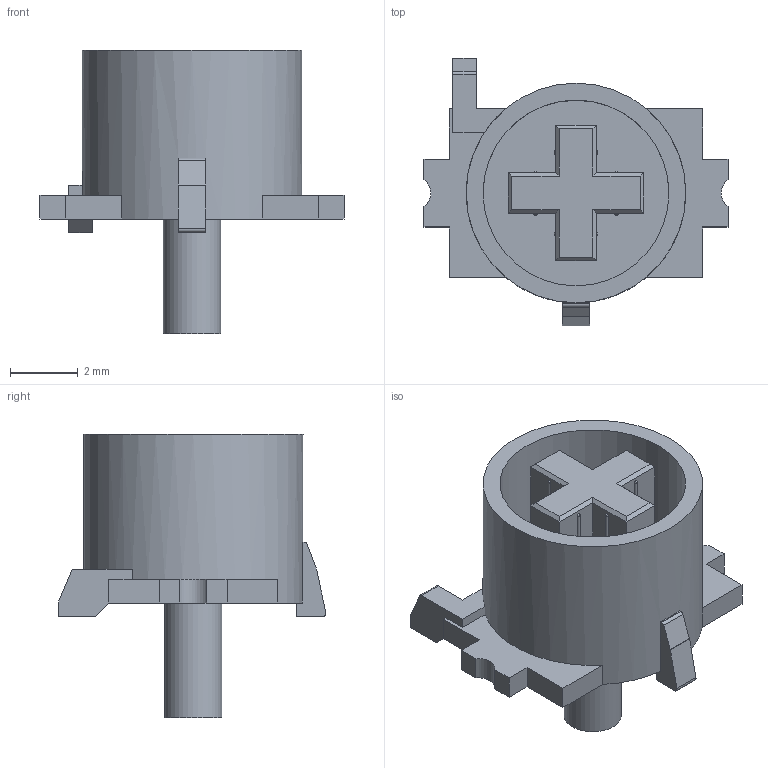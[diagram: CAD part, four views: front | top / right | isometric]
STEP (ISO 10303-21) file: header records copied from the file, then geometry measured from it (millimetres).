
FILE_DESCRIPTION(('FreeCAD Model'),'2;1');
FILE_NAME('Open CASCADE Shape Model','2023-06-05T01:44:52',(''),(''), 'Open CASCADE STEP processor 7.6','FreeCAD','Unknown');
FILE_SCHEMA(('AUTOMOTIVE_DESIGN { 1 0 10303 214 1 1 1 1 }'));
Length unit declared in the file: millimetre
Products named in the file (1): stem
Bounding box: 9 x 7.93 x 8.4 mm (x, y, z)
Volume: 111.8 mm3; surface area: 378.3 mm2
Topology: 1 solids, 1 shells, 90 faces, 254 edges, 162 vertices
Faces by surface type: plane 64, cylinder 18, sphere 8
Full cylindrical faces by diameter (mm): 1.7 x1, 4 x1, 5.5 x1, 6.5 x1
Entity records: 2863 total; most frequent: CARTESIAN_POINT 499, ORIENTED_EDGE 492, DIRECTION 487, EDGE_CURVE 246, LINE 187, VECTOR 187, VERTEX_POINT 162, AXIS2_PLACEMENT_3D 150
